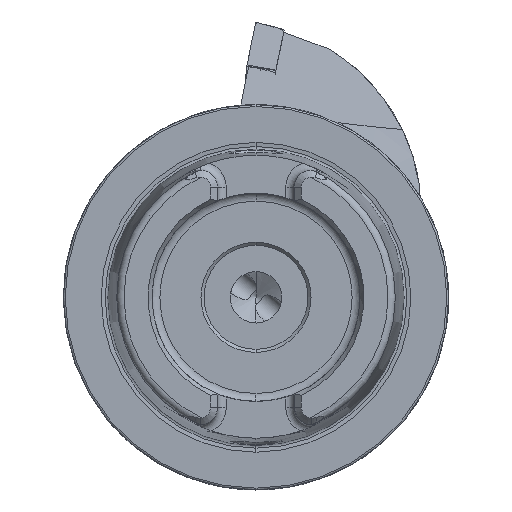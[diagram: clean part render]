
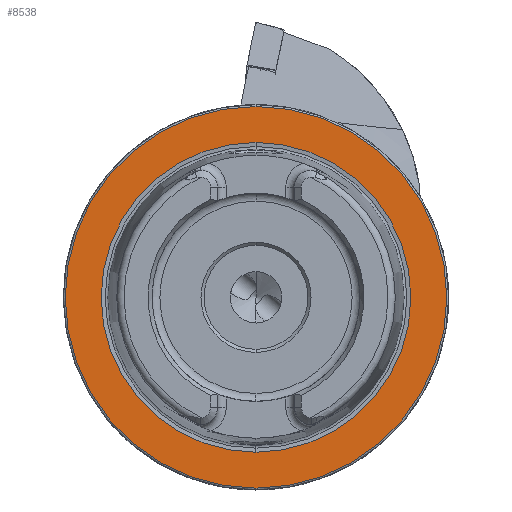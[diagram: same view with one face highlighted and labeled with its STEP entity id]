
A CAD part, left-side view. The second image highlights one B-rep face of the part: STEP entity #8538.
In plain terms, the highlighted planar face has unit normal (-1, 0, 0).
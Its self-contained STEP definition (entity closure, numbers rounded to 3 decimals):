
#202 = CIRCLE ( 'NONE', #2228, 25.324 ) ;
#291 = CIRCLE ( 'NONE', #2231, 31.2 ) ;
#2228 = AXIS2_PLACEMENT_3D ( 'NONE', #7169, #7168, #7167 ) ;
#2231 = AXIS2_PLACEMENT_3D ( 'NONE', #7158, #7157, #7156 ) ;
#2449 = AXIS2_PLACEMENT_3D ( 'NONE', #4182, #4196, #4176 ) ;
#2580 = AXIS2_PLACEMENT_3D ( 'NONE', #3752, #3750, #3748 ) ;
#2581 = AXIS2_PLACEMENT_3D ( 'NONE', #3744, #3743, #3741 ) ;
#3741 = DIRECTION ( 'NONE',  ( 0., 0., 1. ) ) ;
#3743 = DIRECTION ( 'NONE',  ( -1., 0., 0. ) ) ;
#3744 = CARTESIAN_POINT ( 'NONE',  ( 0., 0., 0. ) ) ;
#3748 = DIRECTION ( 'NONE',  ( 0., 0., 1. ) ) ;
#3750 = DIRECTION ( 'NONE',  ( -1., 0., 0. ) ) ;
#3752 = CARTESIAN_POINT ( 'NONE',  ( 0., 0., 0. ) ) ;
#4176 = DIRECTION ( 'NONE',  ( 0., 0., -1. ) ) ;
#4178 = PLANE ( 'NONE',  #2449 ) ;
#4182 = CARTESIAN_POINT ( 'NONE',  ( 0., 31.2, 0. ) ) ;
#4196 = DIRECTION ( 'NONE',  ( 1., 0., 0. ) ) ;
#4367 = CIRCLE ( 'NONE', #2581, 25.324 ) ;
#4388 = FACE_BOUND ( 'NONE', #10245, .T. ) ;
#4400 = FACE_OUTER_BOUND ( 'NONE', #10233, .T. ) ;
#4543 = CIRCLE ( 'NONE', #2580, 31.2 ) ;
#6094 = ORIENTED_EDGE ( 'NONE', *, *, #6736, .F. ) ;
#6102 = ORIENTED_EDGE ( 'NONE', *, *, #6740, .T. ) ;
#6104 = ORIENTED_EDGE ( 'NONE', *, *, #8606, .T. ) ;
#6110 = ORIENTED_EDGE ( 'NONE', *, *, #8607, .F. ) ;
#6736 = EDGE_CURVE ( 'NONE', #13079, #13074, #202, .T. ) ;
#6740 = EDGE_CURVE ( 'NONE', #13072, #13071, #291, .T. ) ;
#7156 = DIRECTION ( 'NONE',  ( 0., 0., 1. ) ) ;
#7157 = DIRECTION ( 'NONE',  ( -1., 0., 0. ) ) ;
#7158 = CARTESIAN_POINT ( 'NONE',  ( 0., 0., 0. ) ) ;
#7167 = DIRECTION ( 'NONE',  ( 0., 0., 1. ) ) ;
#7168 = DIRECTION ( 'NONE',  ( -1., 0., 0. ) ) ;
#7169 = CARTESIAN_POINT ( 'NONE',  ( 0., 0., 0. ) ) ;
#8538 = ADVANCED_FACE ( 'NONE', ( #4388, #4400 ), #4178, .F. ) ;
#8606 = EDGE_CURVE ( 'NONE', #13071, #13072, #4543, .T. ) ;
#8607 = EDGE_CURVE ( 'NONE', #13074, #13079, #4367, .T. ) ;
#10233 = EDGE_LOOP ( 'NONE', ( #6102, #6104 ) ) ;
#10245 = EDGE_LOOP ( 'NONE', ( #6110, #6094 ) ) ;
#12457 = CARTESIAN_POINT ( 'NONE',  ( 0., 0., -31.2 ) ) ;
#12458 = CARTESIAN_POINT ( 'NONE',  ( 0., 0., 31.2 ) ) ;
#12460 = CARTESIAN_POINT ( 'NONE',  ( 0., 0., 25.324 ) ) ;
#12465 = CARTESIAN_POINT ( 'NONE',  ( 0., 0., -25.324 ) ) ;
#13071 = VERTEX_POINT ( 'NONE', #12457 ) ;
#13072 = VERTEX_POINT ( 'NONE', #12458 ) ;
#13074 = VERTEX_POINT ( 'NONE', #12460 ) ;
#13079 = VERTEX_POINT ( 'NONE', #12465 ) ;
